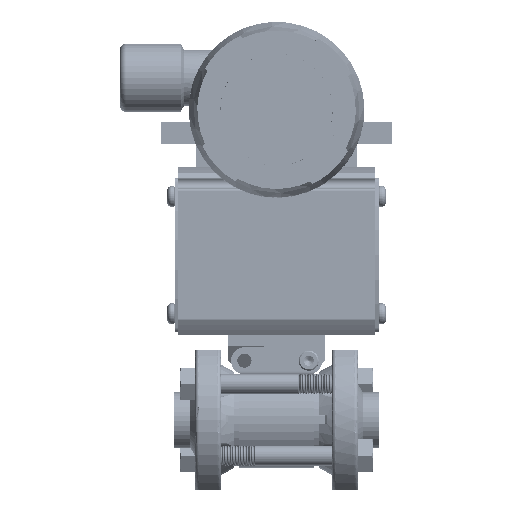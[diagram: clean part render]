
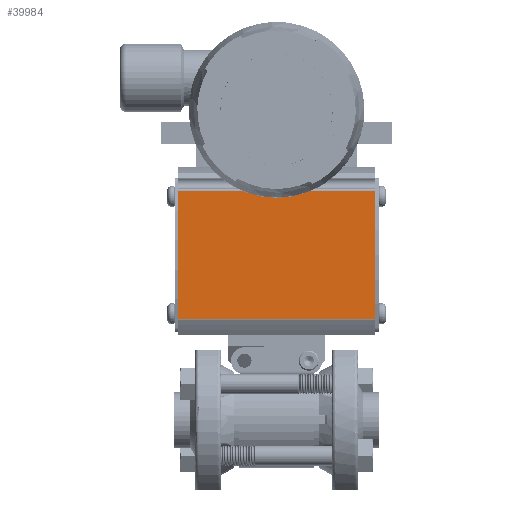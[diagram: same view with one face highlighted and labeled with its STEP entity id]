
A CAD part, top view. The second image highlights one B-rep face of the part: STEP entity #39984.
In plain terms, the highlighted planar face has unit normal (0, 0, 1).
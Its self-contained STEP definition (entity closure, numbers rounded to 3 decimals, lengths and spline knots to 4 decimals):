
#1032 = ORIENTED_EDGE ( 'NONE', *, *, #142850, .F. ) ;
#2790 = LINE ( 'NONE', #113127, #171493 ) ;
#7713 = DIRECTION ( 'NONE',  ( 0., -1., 0. ) ) ;
#9681 = VERTEX_POINT ( 'NONE', #38357 ) ;
#15197 = CARTESIAN_POINT ( 'NONE',  ( 1.5275, 3.5621, 1.17 ) ) ;
#15594 = VERTEX_POINT ( 'NONE', #195165 ) ;
#16876 = PLANE ( 'NONE',  #41070 ) ;
#34356 = CARTESIAN_POINT ( 'NONE',  ( -5.0403, 3.5694, 1.17 ) ) ;
#38357 = CARTESIAN_POINT ( 'NONE',  ( -1.5275, 1.5679, 1.17 ) ) ;
#39366 = LINE ( 'NONE', #176710, #202725 ) ;
#39984 = ADVANCED_FACE ( 'NONE', ( #153903 ), #16876, .F. ) ;
#41070 = AXIS2_PLACEMENT_3D ( 'NONE', #34356, #156081, #51785 ) ;
#42431 = DIRECTION ( 'NONE',  ( 1., 0., 0. ) ) ;
#44875 = VECTOR ( 'NONE', #216348, 39.3701 ) ;
#51785 = DIRECTION ( 'NONE',  ( 0., -1., 0. ) ) ;
#60172 = CARTESIAN_POINT ( 'NONE',  ( -5.0403, 3.5621, 1.17 ) ) ;
#73785 = EDGE_CURVE ( 'NONE', #144158, #126826, #137517, .T. ) ;
#89695 = LINE ( 'NONE', #181192, #217818 ) ;
#107369 = DIRECTION ( 'NONE',  ( 0., 1., 0. ) ) ;
#112674 = ORIENTED_EDGE ( 'NONE', *, *, #183297, .T. ) ;
#113127 = CARTESIAN_POINT ( 'NONE',  ( -5.0403, 1.5679, 1.17 ) ) ;
#126826 = VERTEX_POINT ( 'NONE', #187266 ) ;
#137517 = LINE ( 'NONE', #60172, #44875 ) ;
#142850 = EDGE_CURVE ( 'NONE', #9681, #126826, #39366, .T. ) ;
#144158 = VERTEX_POINT ( 'NONE', #15197 ) ;
#144663 = EDGE_LOOP ( 'NONE', ( #150731, #148079, #1032, #112674 ) ) ;
#148079 = ORIENTED_EDGE ( 'NONE', *, *, #73785, .T. ) ;
#150731 = ORIENTED_EDGE ( 'NONE', *, *, #156907, .F. ) ;
#153903 = FACE_OUTER_BOUND ( 'NONE', #144663, .T. ) ;
#156081 = DIRECTION ( 'NONE',  ( 0., 0., -1. ) ) ;
#156907 = EDGE_CURVE ( 'NONE', #144158, #15594, #89695, .T. ) ;
#171493 = VECTOR ( 'NONE', #42431, 39.3701 ) ;
#176710 = CARTESIAN_POINT ( 'NONE',  ( -1.5275, 3.5694, 1.17 ) ) ;
#181192 = CARTESIAN_POINT ( 'NONE',  ( 1.5275, 3.5694, 1.17 ) ) ;
#183297 = EDGE_CURVE ( 'NONE', #9681, #15594, #2790, .T. ) ;
#187266 = CARTESIAN_POINT ( 'NONE',  ( -1.5275, 3.5621, 1.17 ) ) ;
#195165 = CARTESIAN_POINT ( 'NONE',  ( 1.5275, 1.5679, 1.17 ) ) ;
#202725 = VECTOR ( 'NONE', #107369, 39.3701 ) ;
#216348 = DIRECTION ( 'NONE',  ( -1., 0., 0. ) ) ;
#217818 = VECTOR ( 'NONE', #7713, 39.3701 ) ;
